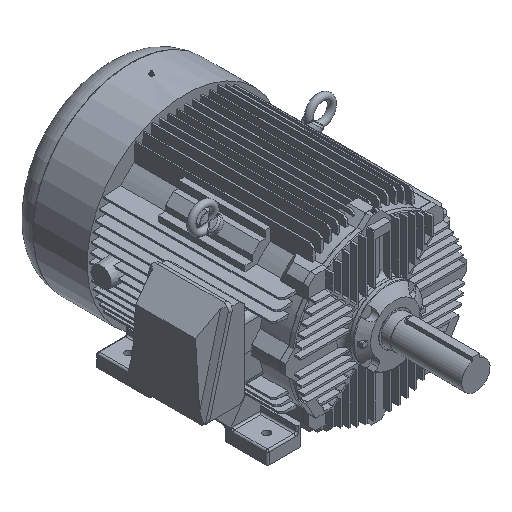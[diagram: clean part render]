
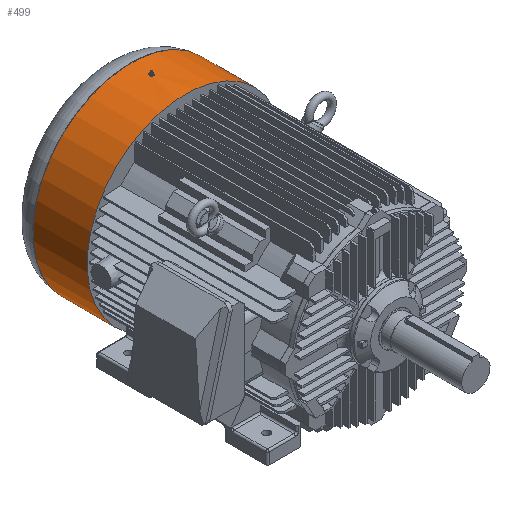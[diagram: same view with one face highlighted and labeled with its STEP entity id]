
A CAD part, isometric view. The second image highlights one B-rep face of the part: STEP entity #499.
In plain terms, the highlighted cylindrical face has radius 298 mm (diameter 596 mm), a partial arc.
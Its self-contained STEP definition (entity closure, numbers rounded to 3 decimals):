
#499 = ADVANCED_FACE( '', ( #2329, #2330 ), #2331, .T. );
#2329 = FACE_OUTER_BOUND( '', #12240, .T. );
#2330 = FACE_BOUND( '', #12241, .T. );
#2331 = CYLINDRICAL_SURFACE( '', #12242, 298. );
#12240 = EDGE_LOOP( '', ( #22505, #22506, #22507, #22508 ) );
#12241 = EDGE_LOOP( '', ( #22509, #22510, #22511, #22512, #22513, #22514, #22515, #22516 ) );
#12242 = AXIS2_PLACEMENT_3D( '', #22517, #22518, #22519 );
#22505 = ORIENTED_EDGE( '', *, *, #31760, .T. );
#22506 = ORIENTED_EDGE( '', *, *, #31761, .T. );
#22507 = ORIENTED_EDGE( '', *, *, #31692, .F. );
#22508 = ORIENTED_EDGE( '', *, *, #31762, .T. );
#22509 = ORIENTED_EDGE( '', *, *, #30487, .T. );
#22510 = ORIENTED_EDGE( '', *, *, #30479, .T. );
#22511 = ORIENTED_EDGE( '', *, *, #30477, .T. );
#22512 = ORIENTED_EDGE( '', *, *, #30472, .T. );
#22513 = ORIENTED_EDGE( '', *, *, #31763, .T. );
#22514 = ORIENTED_EDGE( '', *, *, #30495, .T. );
#22515 = ORIENTED_EDGE( '', *, *, #31764, .T. );
#22516 = ORIENTED_EDGE( '', *, *, #30491, .T. );
#22517 = CARTESIAN_POINT( '', ( 0., 565., 0. ) );
#22518 = DIRECTION( '', ( 0., 1., 0. ) );
#22519 = DIRECTION( '', ( 0., 0., 1. ) );
#30472 = EDGE_CURVE( '', #34181, #34182, #34183, .F. );
#30477 = EDGE_CURVE( '', #34191, #34181, #34192, .F. );
#30479 = EDGE_CURVE( '', #34194, #34191, #34195, .F. );
#30487 = EDGE_CURVE( '', #34208, #34194, #34209, .F. );
#30491 = EDGE_CURVE( '', #34215, #34208, #34216, .F. );
#30495 = EDGE_CURVE( '', #34222, #34223, #34224, .F. );
#31692 = EDGE_CURVE( '', #36225, #36227, #36228, .T. );
#31760 = EDGE_CURVE( '', #36352, #36353, #36354, .T. );
#31761 = EDGE_CURVE( '', #36353, #36227, #36355, .T. );
#31762 = EDGE_CURVE( '', #36225, #36352, #36356, .F. );
#31763 = EDGE_CURVE( '', #34182, #34222, #36357, .F. );
#31764 = EDGE_CURVE( '', #34223, #34215, #36358, .T. );
#34181 = VERTEX_POINT( '', #40247 );
#34182 = VERTEX_POINT( '', #40248 );
#34183 = ELLIPSE( '', #40249, 596., 298. );
#34191 = VERTEX_POINT( '', #40264 );
#34192 = LINE( '', #40265, #40266 );
#34194 = VERTEX_POINT( '', #40269 );
#34195 = ELLIPSE( '', #40270, 596., 298. );
#34208 = VERTEX_POINT( '', #40310 );
#34209 = CIRCLE( '', #40311, 298. );
#34215 = VERTEX_POINT( '', #40318 );
#34216 = ELLIPSE( '', #40319, 596., 298. );
#34222 = VERTEX_POINT( '', #40327 );
#34223 = VERTEX_POINT( '', #40328 );
#34224 = ELLIPSE( '', #40329, 596., 298. );
#36225 = VERTEX_POINT( '', #45718 );
#36227 = VERTEX_POINT( '', #45720 );
#36228 = CIRCLE( '', #45721, 298. );
#36352 = VERTEX_POINT( '', #46095 );
#36353 = VERTEX_POINT( '', #46096 );
#36354 = CIRCLE( '', #46097, 298. );
#36355 = LINE( '', #46098, #46099 );
#36356 = LINE( '', #46100, #46101 );
#36357 = CIRCLE( '', #46102, 298. );
#36358 = LINE( '', #46103, #46104 );
#40247 = CARTESIAN_POINT( '', ( -4.493, 676.218, 297.966 ) );
#40248 = CARTESIAN_POINT( '', ( -3.175, 678.5, 297.983 ) );
#40249 = AXIS2_PLACEMENT_3D( '', #57218, #57219, #57220 );
#40264 = CARTESIAN_POINT( '', ( -4.493, 669.782, 297.966 ) );
#40265 = CARTESIAN_POINT( '', ( -4.493, 565., 297.966 ) );
#40266 = VECTOR( '', #57224, 1000. );
#40269 = CARTESIAN_POINT( '', ( -3.175, 667.5, 297.983 ) );
#40270 = AXIS2_PLACEMENT_3D( '', #57226, #57227, #57228 );
#40310 = CARTESIAN_POINT( '', ( 3.175, 667.5, 297.983 ) );
#40311 = AXIS2_PLACEMENT_3D( '', #57233, #57234, #57235 );
#40318 = CARTESIAN_POINT( '', ( 4.493, 669.782, 297.966 ) );
#40319 = AXIS2_PLACEMENT_3D( '', #57243, #57244, #57245 );
#40327 = CARTESIAN_POINT( '', ( 3.175, 678.5, 297.983 ) );
#40328 = CARTESIAN_POINT( '', ( 4.493, 676.218, 297.966 ) );
#40329 = AXIS2_PLACEMENT_3D( '', #57251, #57252, #57253 );
#45718 = CARTESIAN_POINT( '', ( 131.952, 570., -267.194 ) );
#45720 = CARTESIAN_POINT( '', ( -131.952, 570., -267.194 ) );
#45721 = AXIS2_PLACEMENT_3D( '', #59410, #59411, #59412 );
#46095 = CARTESIAN_POINT( '', ( 131.952, 735.12, -267.194 ) );
#46096 = CARTESIAN_POINT( '', ( -131.952, 735.12, -267.194 ) );
#46097 = AXIS2_PLACEMENT_3D( '', #59493, #59494, #59495 );
#46098 = CARTESIAN_POINT( '', ( -131.952, 1015.371, -267.194 ) );
#46099 = VECTOR( '', #59496, 1000. );
#46100 = CARTESIAN_POINT( '', ( 131.952, 1015.371, -267.194 ) );
#46101 = VECTOR( '', #59497, 1000. );
#46102 = AXIS2_PLACEMENT_3D( '', #59498, #59499, #59500 );
#46103 = CARTESIAN_POINT( '', ( 4.493, 565., 297.966 ) );
#46104 = VECTOR( '', #59501, 1000. );
#57218 = CARTESIAN_POINT( '', ( 0., 684., 0. ) );
#57219 = DIRECTION( '', ( 0.866, -0.5, 0. ) );
#57220 = DIRECTION( '', ( -0.5, -0.866, 0. ) );
#57224 = DIRECTION( '', ( 0., -1., 0. ) );
#57226 = CARTESIAN_POINT( '', ( 0., 662., 0. ) );
#57227 = DIRECTION( '', ( 0.866, 0.5, 0. ) );
#57228 = DIRECTION( '', ( 0.5, -0.866, 0. ) );
#57233 = CARTESIAN_POINT( '', ( 0., 667.5, 0. ) );
#57234 = DIRECTION( '', ( 0., 1., 0. ) );
#57235 = DIRECTION( '', ( -1., 0., 0. ) );
#57243 = CARTESIAN_POINT( '', ( 0., 662., 0. ) );
#57244 = DIRECTION( '', ( -0.866, 0.5, 0. ) );
#57245 = DIRECTION( '', ( -0.5, -0.866, 0. ) );
#57251 = CARTESIAN_POINT( '', ( 0., 684., 0. ) );
#57252 = DIRECTION( '', ( -0.866, -0.5, 0. ) );
#57253 = DIRECTION( '', ( 0.5, -0.866, 0. ) );
#59410 = CARTESIAN_POINT( '', ( 0., 570., 0. ) );
#59411 = DIRECTION( '', ( 0., -1., 0. ) );
#59412 = DIRECTION( '', ( 0., 0., 1. ) );
#59493 = CARTESIAN_POINT( '', ( 0., 735.12, 0. ) );
#59494 = DIRECTION( '', ( 0., -1., 0. ) );
#59495 = DIRECTION( '', ( 0., 0., 1. ) );
#59496 = DIRECTION( '', ( 0., -1., 0. ) );
#59497 = DIRECTION( '', ( 0., -1., 0. ) );
#59498 = CARTESIAN_POINT( '', ( 0., 678.5, 0. ) );
#59499 = DIRECTION( '', ( 0., -1., 0. ) );
#59500 = DIRECTION( '', ( 1., 0., 0. ) );
#59501 = DIRECTION( '', ( 0., -1., 0. ) );
